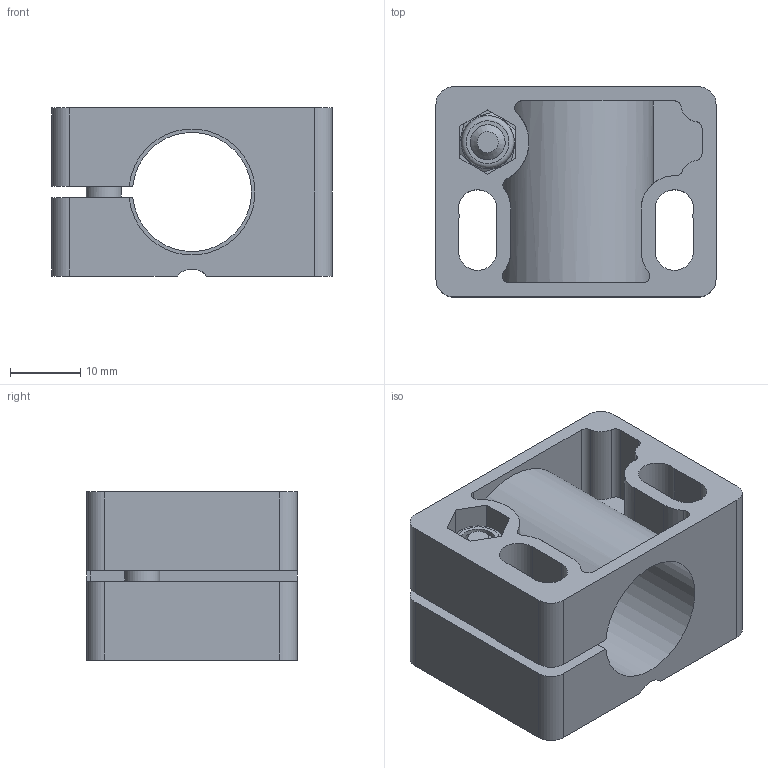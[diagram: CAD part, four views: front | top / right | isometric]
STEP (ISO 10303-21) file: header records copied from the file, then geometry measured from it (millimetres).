
FILE_DESCRIPTION(/* description */ (''),/* implementation_level */ '2;1');
FILE_NAME(/* name */ 'AY000052.stp',/* time_stamp */ '2016-09-29T10:45:49+02:00',/* author */ ('mitarbeiter'),/* organization */ (''),/* preprocessor_version */ 'ST-DEVELOPER v15.2',/* originating_system */ 'Autodesk Inventor 2014',/* authorisation */ '');
FILE_SCHEMA (('AUTOMOTIVE_DESIGN { 1 0 10303 214 3 1 1 }'));
Length unit declared in the file: millimetre
Products named in the file (1): AY000052
Bounding box: 40 x 30 x 24 mm (x, y, z)
Volume: 13454.6 mm3; surface area: 10587.1 mm2
Topology: 1 solids, 1 shells, 128 faces, 367 edges, 246 vertices
Faces by surface type: plane 76, cylinder 41, cone 9, torus 2
Full cylindrical faces by diameter (mm): 5 x2, 5.4 x2, 7.5 x1, 8.3 x1, 8.4 x1
Entity records: 4235 total; most frequent: CARTESIAN_POINT 918, ORIENTED_EDGE 700, DIRECTION 660, EDGE_CURVE 350, VERTEX_POINT 241, AXIS2_PLACEMENT_3D 226, LINE 208, VECTOR 208
